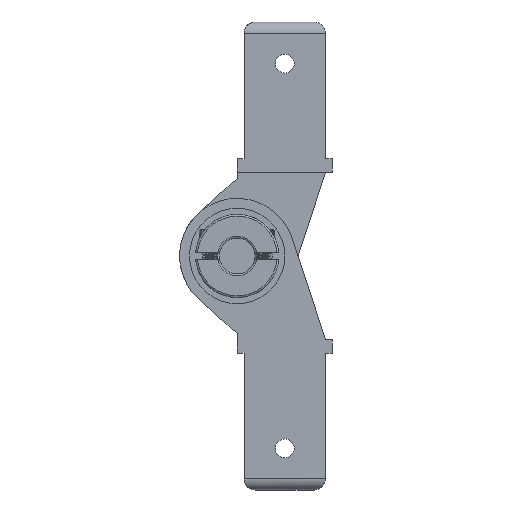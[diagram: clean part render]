
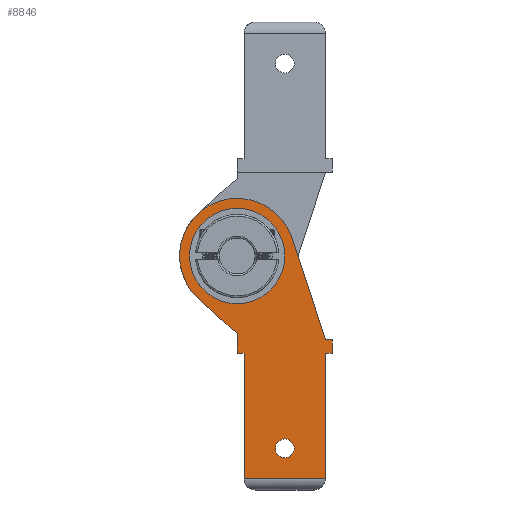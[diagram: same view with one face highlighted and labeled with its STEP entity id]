
A CAD part, front view. The second image highlights one B-rep face of the part: STEP entity #8846.
In plain terms, the highlighted planar face has unit normal (0, -1, 0).
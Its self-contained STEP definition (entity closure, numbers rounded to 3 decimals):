
#279=FACE_BOUND('',#1240,.T.);
#280=FACE_BOUND('',#1241,.T.);
#313=PLANE('',#9482);
#719=FACE_OUTER_BOUND('',#1239,.T.);
#1239=EDGE_LOOP('',(#6159,#6160,#6161,#6162,#6163,#6164,#6165,#6166,#6167,
#6168,#6169));
#1240=EDGE_LOOP('',(#6170));
#1241=EDGE_LOOP('',(#6171));
#1732=LINE('',#12955,#2597);
#1735=LINE('',#12962,#2600);
#1736=LINE('',#12966,#2601);
#1737=LINE('',#12968,#2602);
#1738=LINE('',#12970,#2603);
#1739=LINE('',#12972,#2604);
#1740=LINE('',#12973,#2605);
#1741=LINE('',#12975,#2606);
#1742=LINE('',#12977,#2607);
#1743=LINE('',#12978,#2608);
#2597=VECTOR('',#10462,10.);
#2600=VECTOR('',#10467,10.);
#2601=VECTOR('',#10470,10.);
#2602=VECTOR('',#10471,10.);
#2603=VECTOR('',#10472,10.);
#2604=VECTOR('',#10473,10.);
#2605=VECTOR('',#10474,10.);
#2606=VECTOR('',#10475,10.);
#2607=VECTOR('',#10476,10.);
#2608=VECTOR('',#10477,10.);
#3496=CIRCLE('',#9480,2.5);
#3497=CIRCLE('',#9483,15.37);
#3498=CIRCLE('',#9484,11.313);
#3825=VERTEX_POINT('',#12947);
#3827=VERTEX_POINT('',#12952);
#3828=VERTEX_POINT('',#12954);
#3830=VERTEX_POINT('',#12960);
#3831=VERTEX_POINT('',#12961);
#3832=VERTEX_POINT('',#12963);
#3833=VERTEX_POINT('',#12965);
#3834=VERTEX_POINT('',#12967);
#3835=VERTEX_POINT('',#12969);
#3836=VERTEX_POINT('',#12971);
#3837=VERTEX_POINT('',#12974);
#3838=VERTEX_POINT('',#12976);
#3839=VERTEX_POINT('',#12979);
#4732=EDGE_CURVE('',#3825,#3825,#3496,.T.);
#4734=EDGE_CURVE('',#3828,#3827,#1732,.T.);
#4737=EDGE_CURVE('',#3830,#3831,#1735,.T.);
#4738=EDGE_CURVE('',#3831,#3832,#3497,.T.);
#4739=EDGE_CURVE('',#3833,#3832,#1736,.T.);
#4740=EDGE_CURVE('',#3834,#3833,#1737,.T.);
#4741=EDGE_CURVE('',#3835,#3834,#1738,.T.);
#4742=EDGE_CURVE('',#3836,#3835,#1739,.T.);
#4743=EDGE_CURVE('',#3828,#3836,#1740,.T.);
#4744=EDGE_CURVE('',#3837,#3827,#1741,.T.);
#4745=EDGE_CURVE('',#3838,#3837,#1742,.T.);
#4746=EDGE_CURVE('',#3830,#3838,#1743,.T.);
#4747=EDGE_CURVE('',#3839,#3839,#3498,.T.);
#6159=ORIENTED_EDGE('',*,*,#4737,.T.);
#6160=ORIENTED_EDGE('',*,*,#4738,.T.);
#6161=ORIENTED_EDGE('',*,*,#4739,.F.);
#6162=ORIENTED_EDGE('',*,*,#4740,.F.);
#6163=ORIENTED_EDGE('',*,*,#4741,.F.);
#6164=ORIENTED_EDGE('',*,*,#4742,.F.);
#6165=ORIENTED_EDGE('',*,*,#4743,.F.);
#6166=ORIENTED_EDGE('',*,*,#4734,.T.);
#6167=ORIENTED_EDGE('',*,*,#4744,.F.);
#6168=ORIENTED_EDGE('',*,*,#4745,.F.);
#6169=ORIENTED_EDGE('',*,*,#4746,.F.);
#6170=ORIENTED_EDGE('',*,*,#4732,.T.);
#6171=ORIENTED_EDGE('',*,*,#4747,.T.);
#8846=ADVANCED_FACE('',(#719,#279,#280),#313,.T.);
#9480=AXIS2_PLACEMENT_3D('',#12949,#10457,#10458);
#9482=AXIS2_PLACEMENT_3D('',#12959,#10465,#10466);
#9483=AXIS2_PLACEMENT_3D('',#12964,#10468,#10469);
#9484=AXIS2_PLACEMENT_3D('',#12980,#10478,#10479);
#10457=DIRECTION('center_axis',(0.,1.,0.));
#10458=DIRECTION('ref_axis',(1.,0.,0.));
#10462=DIRECTION('',(0.,0.,1.));
#10465=DIRECTION('center_axis',(0.,-1.,0.));
#10466=DIRECTION('ref_axis',(1.,0.,0.));
#10467=DIRECTION('',(-0.313,0.,0.95));
#10468=DIRECTION('center_axis',(0.,-1.,0.));
#10469=DIRECTION('ref_axis',(1.,0.,0.));
#10470=DIRECTION('',(-0.742,0.,0.671));
#10471=DIRECTION('',(0.,0.,1.));
#10472=DIRECTION('',(-1.,0.,0.));
#10473=DIRECTION('',(0.,0.,1.));
#10474=DIRECTION('',(-1.,0.,0.));
#10475=DIRECTION('',(-1.,0.,0.));
#10476=DIRECTION('',(0.,0.,-1.));
#10477=DIRECTION('',(1.,0.,0.));
#10478=DIRECTION('center_axis',(0.,1.,0.));
#10479=DIRECTION('ref_axis',(1.,0.,0.));
#12947=CARTESIAN_POINT('',(8.612,0.25,11.1));
#12949=CARTESIAN_POINT('Origin',(11.113,0.25,11.1));
#12952=CARTESIAN_POINT('',(21.975,0.25,36.5));
#12954=CARTESIAN_POINT('',(21.975,0.25,3.));
#12955=CARTESIAN_POINT('',(21.975,0.25,0.));
#12959=CARTESIAN_POINT('Origin',(0.25,0.25,0.));
#12960=CARTESIAN_POINT('',(21.975,0.25,40.));
#12961=CARTESIAN_POINT('',(13.01,0.25,67.199));
#12962=CARTESIAN_POINT('',(21.975,0.25,40.));
#12963=CARTESIAN_POINT('',(-11.899,0.25,50.989));
#12964=CARTESIAN_POINT('Origin',(-1.588,0.25,62.388));
#12965=CARTESIAN_POINT('',(-1.588,0.25,41.662));
#12966=CARTESIAN_POINT('',(0.25,0.25,40.));
#12967=CARTESIAN_POINT('',(-1.588,0.25,36.5));
#12968=CARTESIAN_POINT('',(-1.588,0.25,0.));
#12969=CARTESIAN_POINT('',(0.25,0.25,36.5));
#12970=CARTESIAN_POINT('',(23.813,0.25,36.5));
#12971=CARTESIAN_POINT('',(0.25,0.25,3.));
#12972=CARTESIAN_POINT('',(0.25,0.25,0.));
#12973=CARTESIAN_POINT('',(5.681,0.25,3.));
#12974=CARTESIAN_POINT('',(23.813,0.25,36.5));
#12975=CARTESIAN_POINT('',(23.813,0.25,36.5));
#12976=CARTESIAN_POINT('',(23.813,0.25,40.));
#12977=CARTESIAN_POINT('',(23.813,0.25,40.));
#12978=CARTESIAN_POINT('',(-1.588,0.25,40.));
#12979=CARTESIAN_POINT('',(-12.9,0.25,62.388));
#12980=CARTESIAN_POINT('Origin',(-1.588,0.25,62.388));
